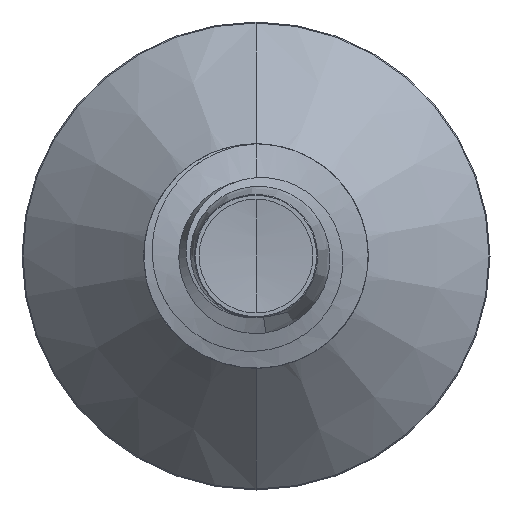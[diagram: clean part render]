
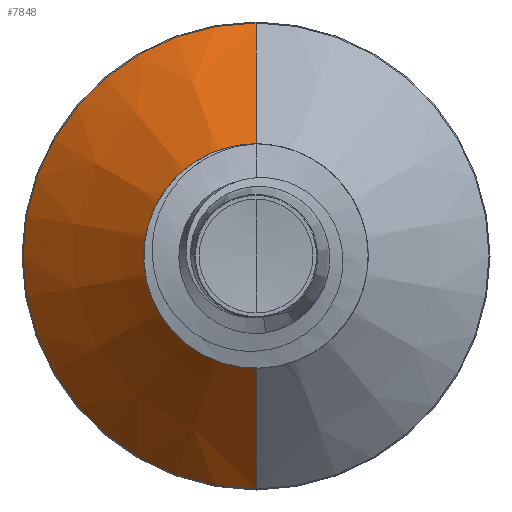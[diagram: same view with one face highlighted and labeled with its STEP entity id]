
A CAD part, front view. The second image highlights one B-rep face of the part: STEP entity #7848.
In plain terms, the highlighted conical face has half-angle 45 degrees and reference radius 1.325 mm.
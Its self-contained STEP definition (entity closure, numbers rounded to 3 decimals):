
#436 = EDGE_CURVE ( 'NONE', #11082, #7478, #5781, .T. ) ;
#681 = DIRECTION ( 'NONE',  ( 0., 0., 1. ) ) ;
#1119 = VERTEX_POINT ( 'NONE', #6348 ) ;
#1273 = EDGE_CURVE ( 'NONE', #7571, #7478, #6061, .T. ) ;
#1472 = DIRECTION ( 'NONE',  ( 0., 0.707, -0.707 ) ) ;
#1612 = EDGE_LOOP ( 'NONE', ( #3392, #2204, #10820, #8944 ) ) ;
#1795 = EDGE_CURVE ( 'NONE', #1119, #11082, #9254, .T. ) ;
#1831 = VECTOR ( 'NONE', #1472, 1000. ) ;
#2061 = CARTESIAN_POINT ( 'NONE',  ( 0., 4.525, 1.325 ) ) ;
#2204 = ORIENTED_EDGE ( 'NONE', *, *, #1795, .T. ) ;
#2389 = AXIS2_PLACEMENT_3D ( 'NONE', #5647, #10817, #3840 ) ;
#3392 = ORIENTED_EDGE ( 'NONE', *, *, #9424, .F. ) ;
#3396 = DIRECTION ( 'NONE',  ( 0., 0.707, 0.707 ) ) ;
#3708 = CARTESIAN_POINT ( 'NONE',  ( 0., 4.525, 1.325 ) ) ;
#3840 = DIRECTION ( 'NONE',  ( 0., 0., 1. ) ) ;
#5014 = FACE_OUTER_BOUND ( 'NONE', #1612, .T. ) ;
#5647 = CARTESIAN_POINT ( 'NONE',  ( 0., 4.525, 0. ) ) ;
#5752 = CONICAL_SURFACE ( 'NONE', #2389, 1.325, 0.785 ) ;
#5781 = LINE ( 'NONE', #3708, #7970 ) ;
#5954 = DIRECTION ( 'NONE',  ( 0., 0., 1. ) ) ;
#5966 = DIRECTION ( 'NONE',  ( 0., 1., 0. ) ) ;
#5969 = CARTESIAN_POINT ( 'NONE',  ( 0., 6.835, 0. ) ) ;
#6061 = CIRCLE ( 'NONE', #7226, 3.635 ) ;
#6348 = CARTESIAN_POINT ( 'NONE',  ( 0., 4.525, -1.325 ) ) ;
#6436 = LINE ( 'NONE', #6644, #1831 ) ;
#6644 = CARTESIAN_POINT ( 'NONE',  ( 0., 4.525, -1.325 ) ) ;
#7226 = AXIS2_PLACEMENT_3D ( 'NONE', #5969, #5966, #5954 ) ;
#7478 = VERTEX_POINT ( 'NONE', #10503 ) ;
#7571 = VERTEX_POINT ( 'NONE', #8006 ) ;
#7848 = ADVANCED_FACE ( 'NONE', ( #5014 ), #5752, .T. ) ;
#7970 = VECTOR ( 'NONE', #3396, 1000. ) ;
#8006 = CARTESIAN_POINT ( 'NONE',  ( 0., 6.835, -3.635 ) ) ;
#8193 = CARTESIAN_POINT ( 'NONE',  ( 0., 4.525, 0. ) ) ;
#8898 = AXIS2_PLACEMENT_3D ( 'NONE', #8193, #10901, #681 ) ;
#8944 = ORIENTED_EDGE ( 'NONE', *, *, #1273, .F. ) ;
#9254 = CIRCLE ( 'NONE', #8898, 1.325 ) ;
#9424 = EDGE_CURVE ( 'NONE', #1119, #7571, #6436, .T. ) ;
#10503 = CARTESIAN_POINT ( 'NONE',  ( 0., 6.835, 3.635 ) ) ;
#10817 = DIRECTION ( 'NONE',  ( 0., 1., 0. ) ) ;
#10820 = ORIENTED_EDGE ( 'NONE', *, *, #436, .T. ) ;
#10901 = DIRECTION ( 'NONE',  ( 0., 1., 0. ) ) ;
#11082 = VERTEX_POINT ( 'NONE', #2061 ) ;
